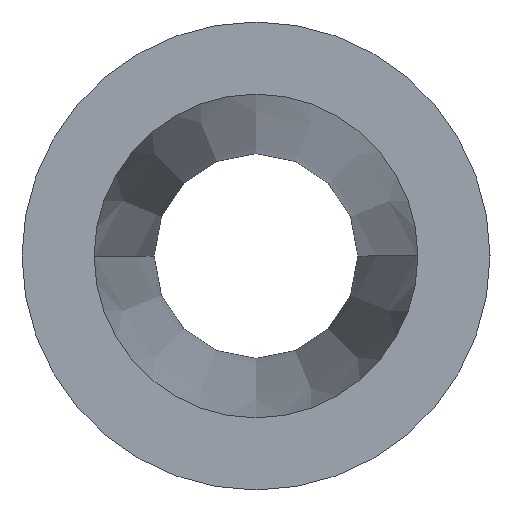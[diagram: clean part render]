
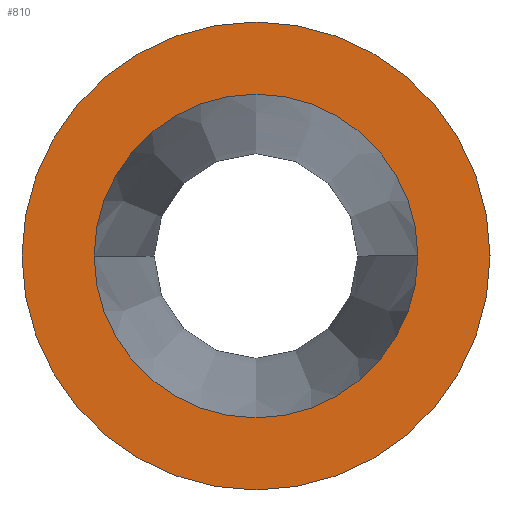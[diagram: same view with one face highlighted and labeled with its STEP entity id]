
A CAD part, left-side view. The second image highlights one B-rep face of the part: STEP entity #810.
In plain terms, the highlighted planar face has unit normal (-1, 0, 0).
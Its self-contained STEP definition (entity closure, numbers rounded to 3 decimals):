
#76 = DIRECTION ( 'NONE',  ( 1., 0., 0. ) ) ;
#90 = ORIENTED_EDGE ( 'NONE', *, *, #937, .T. ) ;
#98 = EDGE_LOOP ( 'NONE', ( #90, #264 ) ) ;
#116 = CIRCLE ( 'NONE', #351, 20. ) ;
#139 = CARTESIAN_POINT ( 'NONE',  ( -80., -13.83, 0. ) ) ;
#183 = ORIENTED_EDGE ( 'NONE', *, *, #519, .F. ) ;
#219 = ORIENTED_EDGE ( 'NONE', *, *, #241, .F. ) ;
#241 = EDGE_CURVE ( 'NONE', #838, #987, #116, .T. ) ;
#243 = AXIS2_PLACEMENT_3D ( 'NONE', #324, #682, #1039 ) ;
#257 = CARTESIAN_POINT ( 'NONE',  ( -80., 13.83, 0. ) ) ;
#264 = ORIENTED_EDGE ( 'NONE', *, *, #380, .T. ) ;
#265 = DIRECTION ( 'NONE',  ( 0., 0., -1. ) ) ;
#271 = DIRECTION ( 'NONE',  ( 1., 0., 0. ) ) ;
#324 = CARTESIAN_POINT ( 'NONE',  ( -80., 0., 0. ) ) ;
#351 = AXIS2_PLACEMENT_3D ( 'NONE', #628, #271, #1071 ) ;
#380 = EDGE_CURVE ( 'NONE', #441, #903, #1090, .T. ) ;
#431 = DIRECTION ( 'NONE',  ( 0., 0., -1. ) ) ;
#441 = VERTEX_POINT ( 'NONE', #139 ) ;
#472 = AXIS2_PLACEMENT_3D ( 'NONE', #634, #1023, #1114 ) ;
#508 = AXIS2_PLACEMENT_3D ( 'NONE', #877, #808, #431 ) ;
#519 = EDGE_CURVE ( 'NONE', #987, #838, #879, .T. ) ;
#522 = CARTESIAN_POINT ( 'NONE',  ( -80., 0., 0. ) ) ;
#544 = CIRCLE ( 'NONE', #508, 13.83 ) ;
#617 = FACE_OUTER_BOUND ( 'NONE', #845, .T. ) ;
#628 = CARTESIAN_POINT ( 'NONE',  ( -80., 0., 0. ) ) ;
#629 = CARTESIAN_POINT ( 'NONE',  ( -80., 0., -20. ) ) ;
#634 = CARTESIAN_POINT ( 'NONE',  ( -80., 0., 0. ) ) ;
#682 = DIRECTION ( 'NONE',  ( 1., 0., 0. ) ) ;
#714 = PLANE ( 'NONE',  #922 ) ;
#720 = CARTESIAN_POINT ( 'NONE',  ( -80., 0., 20. ) ) ;
#801 = FACE_BOUND ( 'NONE', #98, .T. ) ;
#808 = DIRECTION ( 'NONE',  ( 1., 0., 0. ) ) ;
#810 = ADVANCED_FACE ( 'NONE', ( #801, #617 ), #714, .F. ) ;
#838 = VERTEX_POINT ( 'NONE', #629 ) ;
#845 = EDGE_LOOP ( 'NONE', ( #183, #219 ) ) ;
#877 = CARTESIAN_POINT ( 'NONE',  ( -80., 0., 0. ) ) ;
#879 = CIRCLE ( 'NONE', #243, 20. ) ;
#903 = VERTEX_POINT ( 'NONE', #257 ) ;
#922 = AXIS2_PLACEMENT_3D ( 'NONE', #522, #76, #265 ) ;
#937 = EDGE_CURVE ( 'NONE', #903, #441, #544, .T. ) ;
#987 = VERTEX_POINT ( 'NONE', #720 ) ;
#1023 = DIRECTION ( 'NONE',  ( 1., 0., 0. ) ) ;
#1039 = DIRECTION ( 'NONE',  ( 0., 0., -1. ) ) ;
#1071 = DIRECTION ( 'NONE',  ( 0., 0., -1. ) ) ;
#1090 = CIRCLE ( 'NONE', #472, 13.83 ) ;
#1114 = DIRECTION ( 'NONE',  ( 0., 0., -1. ) ) ;
